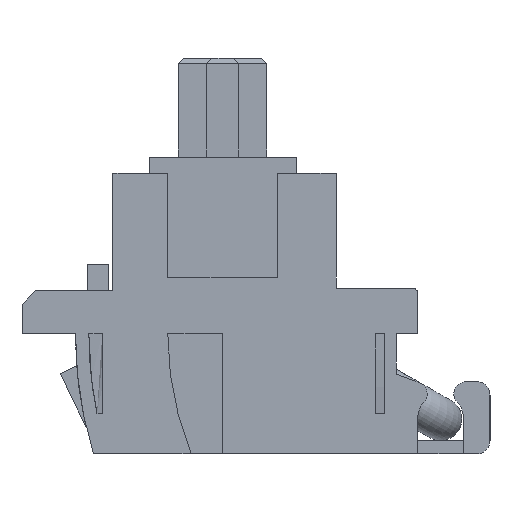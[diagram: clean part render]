
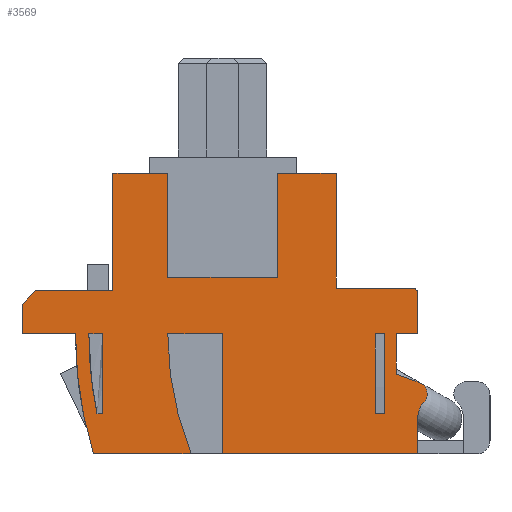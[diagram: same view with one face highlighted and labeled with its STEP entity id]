
A CAD part, left-side view. The second image highlights one B-rep face of the part: STEP entity #3569.
In plain terms, the highlighted planar face has unit normal (-1, 0, 0).
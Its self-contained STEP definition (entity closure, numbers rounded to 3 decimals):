
#2397 = VERTEX_POINT('',#2398);
#2398 = CARTESIAN_POINT('',(-3.25,7.5,0.));
#2404 = EDGE_CURVE('',#2405,#2397,#2407,.T.);
#2405 = VERTEX_POINT('',#2406);
#2406 = CARTESIAN_POINT('',(-3.25,7.5,1.1));
#2407 = LINE('',#2408,#2409);
#2408 = CARTESIAN_POINT('',(-3.25,7.5,-2.454));
#2409 = VECTOR('',#2410,1.);
#2410 = DIRECTION('',(0.,0.,-1.));
#2426 = EDGE_CURVE('',#2427,#2405,#2429,.T.);
#2427 = VERTEX_POINT('',#2428);
#2428 = CARTESIAN_POINT('',(-3.25,7.,1.6));
#2429 = LINE('',#2430,#2431);
#2430 = CARTESIAN_POINT('',(-3.25,5.902,2.698));
#2431 = VECTOR('',#2432,1.);
#2432 = DIRECTION('',(0.,0.707,-0.707));
#2460 = EDGE_CURVE('',#2397,#2461,#2463,.T.);
#2461 = VERTEX_POINT('',#2462);
#2462 = CARTESIAN_POINT('',(-3.25,5.5,0.));
#2463 = LINE('',#2464,#2465);
#2464 = CARTESIAN_POINT('',(-3.25,2.8,0.));
#2465 = VECTOR('',#2466,1.);
#2466 = DIRECTION('',(-0.,-1.,0.));
#2506 = EDGE_CURVE('',#2427,#2507,#2509,.T.);
#2507 = VERTEX_POINT('',#2508);
#2508 = CARTESIAN_POINT('',(-3.25,4.1,1.6));
#2509 = LINE('',#2510,#2511);
#2510 = CARTESIAN_POINT('',(-3.25,3.35,1.6));
#2511 = VECTOR('',#2512,1.);
#2512 = DIRECTION('',(0.,-1.,0.));
#2563 = VERTEX_POINT('',#2564);
#2564 = CARTESIAN_POINT('',(-3.25,4.832,-4.5));
#2570 = EDGE_CURVE('',#2461,#2563,#2571,.T.);
#2571 = CIRCLE('',#2572,15.5);
#2572 = AXIS2_PLACEMENT_3D('',#2573,#2574,#2575);
#2573 = CARTESIAN_POINT('',(-3.25,-10.,0.));
#2574 = DIRECTION('',(-1.,0.,0.));
#2575 = DIRECTION('',(0.,1.,0.));
#2727 = EDGE_CURVE('',#2728,#2563,#2730,.T.);
#2728 = VERTEX_POINT('',#2729);
#2729 = CARTESIAN_POINT('',(-3.25,1.178,-4.5));
#2730 = LINE('',#2731,#2732);
#2731 = CARTESIAN_POINT('',(-3.25,-0.575,-4.5));
#2732 = VECTOR('',#2733,1.);
#2733 = DIRECTION('',(0.,1.,0.));
#2752 = VERTEX_POINT('',#2753);
#2753 = CARTESIAN_POINT('',(-3.25,0.,-4.5));
#2759 = EDGE_CURVE('',#2760,#2752,#2762,.T.);
#2760 = VERTEX_POINT('',#2761);
#2761 = CARTESIAN_POINT('',(-3.25,-7.3,-4.5));
#2762 = LINE('',#2763,#2764);
#2763 = CARTESIAN_POINT('',(-3.25,-0.575,-4.5));
#2764 = VECTOR('',#2765,1.);
#2765 = DIRECTION('',(0.,1.,0.));
#3167 = VERTEX_POINT('',#3168);
#3168 = CARTESIAN_POINT('',(-3.25,-4.25,1.7));
#3174 = EDGE_CURVE('',#3167,#3175,#3177,.T.);
#3175 = VERTEX_POINT('',#3176);
#3176 = CARTESIAN_POINT('',(-3.25,-4.25,6.));
#3177 = LINE('',#3178,#3179);
#3178 = CARTESIAN_POINT('',(-3.25,-4.25,3.576));
#3179 = VECTOR('',#3180,1.);
#3180 = DIRECTION('',(0.,0.,1.));
#3569 = ADVANCED_FACE('',(#3570,#3722,#3757),#3791,.T.);
#3570 = FACE_BOUND('',#3571,.F.);
#3571 = EDGE_LOOP('',(#3572,#3573,#3574,#3575,#3583,#3591,#3599,#3607,
    #3615,#3621,#3622,#3630,#3639,#3647,#3655,#3663,#3671,#3680,#3689,
    #3695,#3696,#3704,#3712,#3719,#3720,#3721));
#3572 = ORIENTED_EDGE('',*,*,#2404,.F.);
#3573 = ORIENTED_EDGE('',*,*,#2426,.F.);
#3574 = ORIENTED_EDGE('',*,*,#2506,.T.);
#3575 = ORIENTED_EDGE('',*,*,#3576,.T.);
#3576 = EDGE_CURVE('',#2507,#3577,#3579,.T.);
#3577 = VERTEX_POINT('',#3578);
#3578 = CARTESIAN_POINT('',(-3.25,4.1,6.));
#3579 = LINE('',#3580,#3581);
#3580 = CARTESIAN_POINT('',(-3.25,4.1,0.596));
#3581 = VECTOR('',#3582,1.);
#3582 = DIRECTION('',(0.,0.,1.));
#3583 = ORIENTED_EDGE('',*,*,#3584,.F.);
#3584 = EDGE_CURVE('',#3585,#3577,#3587,.T.);
#3585 = VERTEX_POINT('',#3586);
#3586 = CARTESIAN_POINT('',(-3.25,2.05,6.));
#3587 = LINE('',#3588,#3589);
#3588 = CARTESIAN_POINT('',(-3.25,-0.575,6.));
#3589 = VECTOR('',#3590,1.);
#3590 = DIRECTION('',(0.,1.,0.));
#3591 = ORIENTED_EDGE('',*,*,#3592,.F.);
#3592 = EDGE_CURVE('',#3593,#3585,#3595,.T.);
#3593 = VERTEX_POINT('',#3594);
#3594 = CARTESIAN_POINT('',(-3.25,2.05,2.1));
#3595 = LINE('',#3596,#3597);
#3596 = CARTESIAN_POINT('',(-3.25,2.05,0.846));
#3597 = VECTOR('',#3598,1.);
#3598 = DIRECTION('',(0.,0.,1.));
#3599 = ORIENTED_EDGE('',*,*,#3600,.T.);
#3600 = EDGE_CURVE('',#3593,#3601,#3603,.T.);
#3601 = VERTEX_POINT('',#3602);
#3602 = CARTESIAN_POINT('',(-3.25,-2.05,2.1));
#3603 = LINE('',#3604,#3605);
#3604 = CARTESIAN_POINT('',(-3.25,0.05,2.1));
#3605 = VECTOR('',#3606,1.);
#3606 = DIRECTION('',(0.,-1.,0.));
#3607 = ORIENTED_EDGE('',*,*,#3608,.F.);
#3608 = EDGE_CURVE('',#3609,#3601,#3611,.T.);
#3609 = VERTEX_POINT('',#3610);
#3610 = CARTESIAN_POINT('',(-3.25,-2.05,6.));
#3611 = LINE('',#3612,#3613);
#3612 = CARTESIAN_POINT('',(-3.25,-2.05,0.846));
#3613 = VECTOR('',#3614,1.);
#3614 = DIRECTION('',(0.,-0.,-1.));
#3615 = ORIENTED_EDGE('',*,*,#3616,.F.);
#3616 = EDGE_CURVE('',#3175,#3609,#3617,.T.);
#3617 = LINE('',#3618,#3619);
#3618 = CARTESIAN_POINT('',(-3.25,-0.575,6.));
#3619 = VECTOR('',#3620,1.);
#3620 = DIRECTION('',(0.,1.,0.));
#3621 = ORIENTED_EDGE('',*,*,#3174,.F.);
#3622 = ORIENTED_EDGE('',*,*,#3623,.T.);
#3623 = EDGE_CURVE('',#3167,#3624,#3626,.T.);
#3624 = VERTEX_POINT('',#3625);
#3625 = CARTESIAN_POINT('',(-3.25,-7.1,1.7));
#3626 = LINE('',#3627,#3628);
#3627 = CARTESIAN_POINT('',(-3.25,-2.45,1.7));
#3628 = VECTOR('',#3629,1.);
#3629 = DIRECTION('',(0.,-1.,0.));
#3630 = ORIENTED_EDGE('',*,*,#3631,.F.);
#3631 = EDGE_CURVE('',#3632,#3624,#3634,.T.);
#3632 = VERTEX_POINT('',#3633);
#3633 = CARTESIAN_POINT('',(-3.25,-7.3,1.5));
#3634 = CIRCLE('',#3635,0.2);
#3635 = AXIS2_PLACEMENT_3D('',#3636,#3637,#3638);
#3636 = CARTESIAN_POINT('',(-3.25,-7.1,1.5));
#3637 = DIRECTION('',(-1.,0.,0.));
#3638 = DIRECTION('',(0.,0.,-1.));
#3639 = ORIENTED_EDGE('',*,*,#3640,.T.);
#3640 = EDGE_CURVE('',#3632,#3641,#3643,.T.);
#3641 = VERTEX_POINT('',#3642);
#3642 = CARTESIAN_POINT('',(-3.25,-7.3,0.));
#3643 = LINE('',#3644,#3645);
#3644 = CARTESIAN_POINT('',(-3.25,-7.3,-0.204));
#3645 = VECTOR('',#3646,1.);
#3646 = DIRECTION('',(0.,0.,-1.));
#3647 = ORIENTED_EDGE('',*,*,#3648,.T.);
#3648 = EDGE_CURVE('',#3641,#3649,#3651,.T.);
#3649 = VERTEX_POINT('',#3650);
#3650 = CARTESIAN_POINT('',(-3.25,-6.5,0.));
#3651 = LINE('',#3652,#3653);
#3652 = CARTESIAN_POINT('',(-3.25,-3.2,0.));
#3653 = VECTOR('',#3654,1.);
#3654 = DIRECTION('',(0.,1.,0.));
#3655 = ORIENTED_EDGE('',*,*,#3656,.T.);
#3656 = EDGE_CURVE('',#3649,#3657,#3659,.T.);
#3657 = VERTEX_POINT('',#3658);
#3658 = CARTESIAN_POINT('',(-3.25,-6.5,-1.519));
#3659 = LINE('',#3660,#3661);
#3660 = CARTESIAN_POINT('',(-3.25,-6.5,-0.963));
#3661 = VECTOR('',#3662,1.);
#3662 = DIRECTION('',(0.,-0.,-1.));
#3663 = ORIENTED_EDGE('',*,*,#3664,.T.);
#3664 = EDGE_CURVE('',#3657,#3665,#3667,.T.);
#3665 = VERTEX_POINT('',#3666);
#3666 = CARTESIAN_POINT('',(-3.25,-7.348,-1.828));
#3667 = LINE('',#3668,#3669);
#3668 = CARTESIAN_POINT('',(-3.25,-3.832,-0.548));
#3669 = VECTOR('',#3670,1.);
#3670 = DIRECTION('',(0.,-0.94,-0.342));
#3671 = ORIENTED_EDGE('',*,*,#3672,.F.);
#3672 = EDGE_CURVE('',#3673,#3665,#3675,.T.);
#3673 = VERTEX_POINT('',#3674);
#3674 = CARTESIAN_POINT('',(-3.25,-7.527,-2.571));
#3675 = CIRCLE('',#3676,0.459);
#3676 = AXIS2_PLACEMENT_3D('',#3677,#3678,#3679);
#3677 = CARTESIAN_POINT('',(-3.25,-7.191,-2.259));
#3678 = DIRECTION('',(-1.,0.,0.));
#3679 = DIRECTION('',(0.,1.,0.));
#3680 = ORIENTED_EDGE('',*,*,#3681,.T.);
#3681 = EDGE_CURVE('',#3673,#3682,#3684,.T.);
#3682 = VERTEX_POINT('',#3683);
#3683 = CARTESIAN_POINT('',(-3.25,-7.3,-3.15));
#3684 = CIRCLE('',#3685,0.85);
#3685 = AXIS2_PLACEMENT_3D('',#3686,#3687,#3688);
#3686 = CARTESIAN_POINT('',(-3.25,-8.15,-3.15));
#3687 = DIRECTION('',(-1.,0.,0.));
#3688 = DIRECTION('',(0.,1.,0.));
#3689 = ORIENTED_EDGE('',*,*,#3690,.T.);
#3690 = EDGE_CURVE('',#3682,#2760,#3691,.T.);
#3691 = LINE('',#3692,#3693);
#3692 = CARTESIAN_POINT('',(-3.25,-7.3,-4.279));
#3693 = VECTOR('',#3694,1.);
#3694 = DIRECTION('',(0.,0.,-1.));
#3695 = ORIENTED_EDGE('',*,*,#2759,.T.);
#3696 = ORIENTED_EDGE('',*,*,#3697,.F.);
#3697 = EDGE_CURVE('',#3698,#2752,#3700,.T.);
#3698 = VERTEX_POINT('',#3699);
#3699 = CARTESIAN_POINT('',(-3.25,0.,0.));
#3700 = LINE('',#3701,#3702);
#3701 = CARTESIAN_POINT('',(-3.25,0.,0.));
#3702 = VECTOR('',#3703,1.);
#3703 = DIRECTION('',(-0.,0.,-1.));
#3704 = ORIENTED_EDGE('',*,*,#3705,.F.);
#3705 = EDGE_CURVE('',#3706,#3698,#3708,.T.);
#3706 = VERTEX_POINT('',#3707);
#3707 = CARTESIAN_POINT('',(-3.25,2.05,0.));
#3708 = LINE('',#3709,#3710);
#3709 = CARTESIAN_POINT('',(-3.25,2.05,0.));
#3710 = VECTOR('',#3711,1.);
#3711 = DIRECTION('',(-0.,-1.,-0.));
#3712 = ORIENTED_EDGE('',*,*,#3713,.F.);
#3713 = EDGE_CURVE('',#2728,#3706,#3714,.T.);
#3714 = CIRCLE('',#3715,12.05);
#3715 = AXIS2_PLACEMENT_3D('',#3716,#3717,#3718);
#3716 = CARTESIAN_POINT('',(-3.25,-10.,0.));
#3717 = DIRECTION('',(1.,0.,0.));
#3718 = DIRECTION('',(-0.,1.,0.));
#3719 = ORIENTED_EDGE('',*,*,#2727,.T.);
#3720 = ORIENTED_EDGE('',*,*,#2570,.F.);
#3721 = ORIENTED_EDGE('',*,*,#2460,.F.);
#3722 = FACE_BOUND('',#3723,.F.);
#3723 = EDGE_LOOP('',(#3724,#3734,#3742,#3751));
#3724 = ORIENTED_EDGE('',*,*,#3725,.F.);
#3725 = EDGE_CURVE('',#3726,#3728,#3730,.T.);
#3726 = VERTEX_POINT('',#3727);
#3727 = CARTESIAN_POINT('',(-3.25,4.5,0.));
#3728 = VERTEX_POINT('',#3729);
#3729 = CARTESIAN_POINT('',(-3.25,4.5,-3.));
#3730 = LINE('',#3731,#3732);
#3731 = CARTESIAN_POINT('',(-3.25,4.5,0.));
#3732 = VECTOR('',#3733,1.);
#3733 = DIRECTION('',(-0.,0.,-1.));
#3734 = ORIENTED_EDGE('',*,*,#3735,.T.);
#3735 = EDGE_CURVE('',#3726,#3736,#3738,.T.);
#3736 = VERTEX_POINT('',#3737);
#3737 = CARTESIAN_POINT('',(-3.25,5.,0.));
#3738 = LINE('',#3739,#3740);
#3739 = CARTESIAN_POINT('',(-3.25,4.5,0.));
#3740 = VECTOR('',#3741,1.);
#3741 = DIRECTION('',(0.,1.,0.));
#3742 = ORIENTED_EDGE('',*,*,#3743,.T.);
#3743 = EDGE_CURVE('',#3736,#3744,#3746,.T.);
#3744 = VERTEX_POINT('',#3745);
#3745 = CARTESIAN_POINT('',(-3.25,4.697,-3.));
#3746 = CIRCLE('',#3747,15.);
#3747 = AXIS2_PLACEMENT_3D('',#3748,#3749,#3750);
#3748 = CARTESIAN_POINT('',(-3.25,-10.,0.));
#3749 = DIRECTION('',(-1.,0.,0.));
#3750 = DIRECTION('',(0.,1.,0.));
#3751 = ORIENTED_EDGE('',*,*,#3752,.F.);
#3752 = EDGE_CURVE('',#3728,#3744,#3753,.T.);
#3753 = LINE('',#3754,#3755);
#3754 = CARTESIAN_POINT('',(-3.25,4.5,-3.));
#3755 = VECTOR('',#3756,1.);
#3756 = DIRECTION('',(0.,1.,0.));
#3757 = FACE_BOUND('',#3758,.F.);
#3758 = EDGE_LOOP('',(#3759,#3769,#3777,#3785));
#3759 = ORIENTED_EDGE('',*,*,#3760,.F.);
#3760 = EDGE_CURVE('',#3761,#3763,#3765,.T.);
#3761 = VERTEX_POINT('',#3762);
#3762 = CARTESIAN_POINT('',(-3.25,-5.7,0.));
#3763 = VERTEX_POINT('',#3764);
#3764 = CARTESIAN_POINT('',(-3.25,-6.05,0.));
#3765 = LINE('',#3766,#3767);
#3766 = CARTESIAN_POINT('',(-3.25,-5.7,0.));
#3767 = VECTOR('',#3768,1.);
#3768 = DIRECTION('',(-0.,-1.,0.));
#3769 = ORIENTED_EDGE('',*,*,#3770,.T.);
#3770 = EDGE_CURVE('',#3761,#3771,#3773,.T.);
#3771 = VERTEX_POINT('',#3772);
#3772 = CARTESIAN_POINT('',(-3.25,-5.7,-3.));
#3773 = LINE('',#3774,#3775);
#3774 = CARTESIAN_POINT('',(-3.25,-5.7,0.));
#3775 = VECTOR('',#3776,1.);
#3776 = DIRECTION('',(-0.,0.,-1.));
#3777 = ORIENTED_EDGE('',*,*,#3778,.T.);
#3778 = EDGE_CURVE('',#3771,#3779,#3781,.T.);
#3779 = VERTEX_POINT('',#3780);
#3780 = CARTESIAN_POINT('',(-3.25,-6.05,-3.));
#3781 = LINE('',#3782,#3783);
#3782 = CARTESIAN_POINT('',(-3.25,-5.7,-3.));
#3783 = VECTOR('',#3784,1.);
#3784 = DIRECTION('',(-0.,-1.,0.));
#3785 = ORIENTED_EDGE('',*,*,#3786,.F.);
#3786 = EDGE_CURVE('',#3763,#3779,#3787,.T.);
#3787 = LINE('',#3788,#3789);
#3788 = CARTESIAN_POINT('',(-3.25,-6.05,0.));
#3789 = VECTOR('',#3790,1.);
#3790 = DIRECTION('',(-0.,0.,-1.));
#3791 = PLANE('',#3792);
#3792 = AXIS2_PLACEMENT_3D('',#3793,#3794,#3795);
#3793 = CARTESIAN_POINT('',(-3.25,0.099,-0.407));
#3794 = DIRECTION('',(-1.,0.,0.));
#3795 = DIRECTION('',(0.,0.,-1.));
